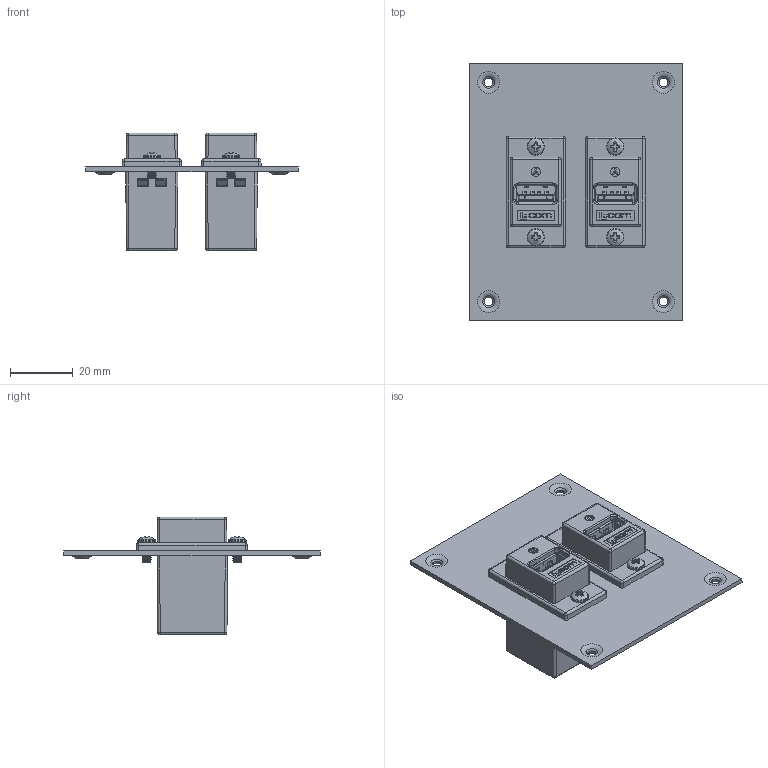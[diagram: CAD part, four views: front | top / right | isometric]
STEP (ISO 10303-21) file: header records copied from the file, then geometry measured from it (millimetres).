
FILE_DESCRIPTION (( 'STEP AP214' ), '1' );
FILE_NAME ('USP2ECF-UAASB.STEP', '2018-04-25T13:45:22', ( '' ), ( '' ), 'SwSTEP 2.0', 'SolidWorks 2017', '' );
FILE_SCHEMA (( 'AUTOMOTIVE_DESIGN' ));
Length unit declared in the file: inch
Products named in the file (10): 91772A106_91772A106; ECF504-UAAS_NEW STYLE; 1AG01-067_TYPE B; 1AG01-065; 3AC11-008_Suzhou Connectors; 1AA05-019___; 1BC01-008; 1AM07-030_AS INSTALLED IN ECF504-UAAS; 1AR06-001; USP2ECF-UAASB
Assembly tree (14 placements, depth 4):
  USP2ECF-UAASB
    1AR06-001
    ECF504-UAAS_NEW STYLE  x2
      1AM07-030_AS INSTALLED IN ECF504-UAAS
      3AC11-008_Suzhou Connectors
        1BC01-008
        1AA05-019___  x2
      1AG01-065
      1AG01-067_TYPE B
    91772A106_91772A106  x4
Bounding box: 68.07 x 82.04 x 37.67 mm (x, y, z)
Volume: 23770.9 mm3; surface area: 35645.8 mm2
Topology: 17 solids, 17 shells, 4430 faces, 12314 edges, 8052 vertices
Faces by surface type: plane 2674, cylinder 1048, bspline 544, torus 80, cone 56, sphere 28
Full cylindrical faces by diameter (mm): 0.92 x16, 1.53 x16, 2.261 x4, 2.705 x4, 2.997 x2, 3 x2, 3.175 x4, 5.563 x4
Entity records: 74233 total; most frequent: CARTESIAN_POINT 23936, ORIENTED_EDGE 9336, DIRECTION 7355, EDGE_CURVE 4668, LINE 3287, VECTOR 3287, VERTEX_POINT 3082, AXIS2_PLACEMENT_3D 2034
